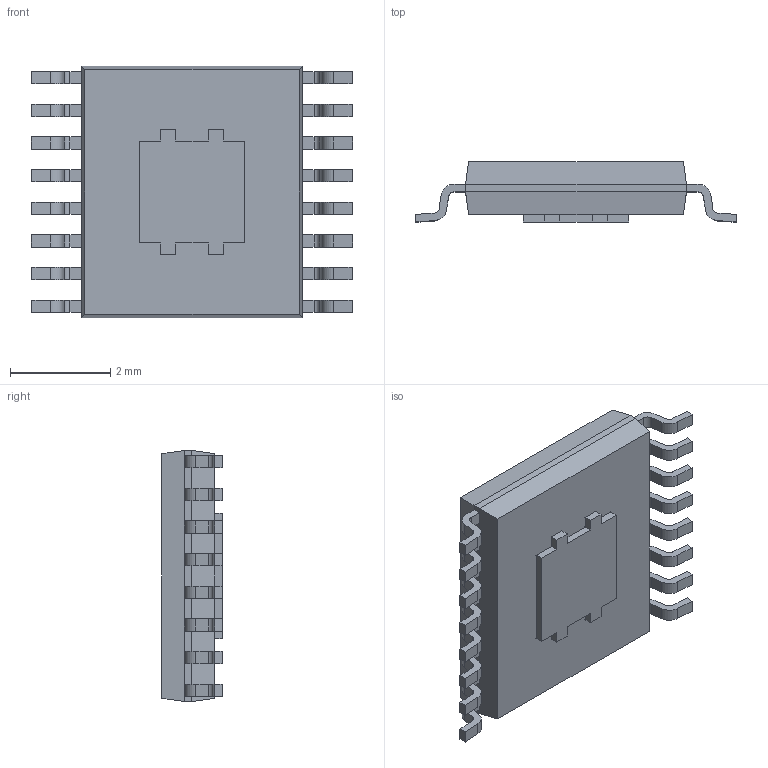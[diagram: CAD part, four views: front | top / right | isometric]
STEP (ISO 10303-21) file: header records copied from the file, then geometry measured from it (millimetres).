
FILE_DESCRIPTION (( 'STEP AP214' ), '1' );
FILE_NAME ('PWP16C.STEP', '2020-09-23T18:25:24', ( '' ), ( '' ), 'SwSTEP 2.0', 'SolidWorks 2017', '' );
FILE_SCHEMA (( 'AUTOMOTIVE_DESIGN' ));
Length unit declared in the file: millimetre
Products named in the file (1): PWP16C
Bounding box: 6.4 x 1.2 x 5 mm (x, y, z)
Volume: 24.1 mm3; surface area: 93.2 mm2
Topology: 19 solids, 19 shells, 288 faces, 736 edges, 488 vertices
Faces by surface type: plane 220, cylinder 68
Entity records: 9310 total; most frequent: CARTESIAN_POINT 1513, ORIENTED_EDGE 1472, DIRECTION 1450, EDGE_CURVE 736, VECTOR 600, LINE 600, VERTEX_POINT 488, AXIS2_PLACEMENT_3D 425
